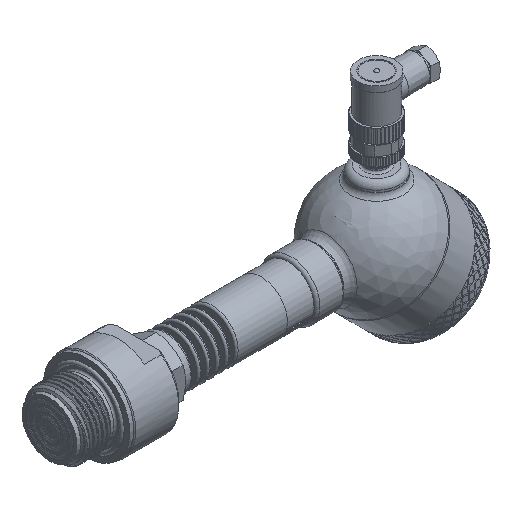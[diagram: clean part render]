
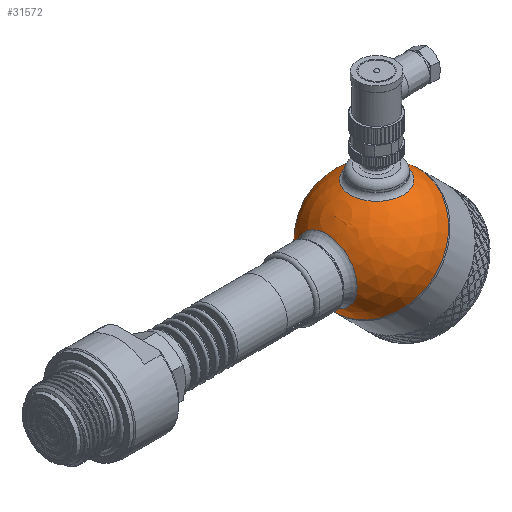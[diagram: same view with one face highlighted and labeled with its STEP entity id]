
A CAD part, isometric view. The second image highlights one B-rep face of the part: STEP entity #31572.
In plain terms, the highlighted spherical face has radius 30 mm.
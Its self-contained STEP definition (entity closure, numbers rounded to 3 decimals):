
#43=SPHERICAL_SURFACE('',#32934,30.);
#437=FACE_BOUND('',#10518,.T.);
#438=FACE_BOUND('',#10519,.T.);
#8380=FACE_OUTER_BOUND('',#10517,.T.);
#10517=EDGE_LOOP('',(#27285,#27286,#27287,#27288));
#10518=EDGE_LOOP('',(#27289));
#10519=EDGE_LOOP('',(#27290));
#11348=CIRCLE('',#32931,15.643);
#11351=CIRCLE('',#32935,30.);
#11352=CIRCLE('',#32936,30.);
#11353=CIRCLE('',#32937,30.);
#11354=CIRCLE('',#32938,13.5);
#14396=VERTEX_POINT('',#69086);
#14398=VERTEX_POINT('',#69092);
#14399=VERTEX_POINT('',#69093);
#14400=VERTEX_POINT('',#69095);
#14401=VERTEX_POINT('',#69098);
#18831=EDGE_CURVE('',#14396,#14396,#11348,.T.);
#18834=EDGE_CURVE('',#14398,#14399,#11351,.T.);
#18835=EDGE_CURVE('',#14398,#14400,#11352,.T.);
#18836=EDGE_CURVE('',#14399,#14398,#11353,.T.);
#18837=EDGE_CURVE('',#14401,#14401,#11354,.T.);
#27285=ORIENTED_EDGE('',*,*,#18834,.F.);
#27286=ORIENTED_EDGE('',*,*,#18835,.T.);
#27287=ORIENTED_EDGE('',*,*,#18835,.F.);
#27288=ORIENTED_EDGE('',*,*,#18836,.F.);
#27289=ORIENTED_EDGE('',*,*,#18831,.F.);
#27290=ORIENTED_EDGE('',*,*,#18837,.F.);
#31572=ADVANCED_FACE('',(#8380,#437,#438),#43,.T.);
#32931=AXIS2_PLACEMENT_3D('',#69087,#36339,#36340);
#32934=AXIS2_PLACEMENT_3D('',#69091,#36345,#36346);
#32935=AXIS2_PLACEMENT_3D('',#69094,#36347,#36348);
#32936=AXIS2_PLACEMENT_3D('',#69096,#36349,#36350);
#32937=AXIS2_PLACEMENT_3D('',#69097,#36351,#36352);
#32938=AXIS2_PLACEMENT_3D('',#69099,#36353,#36354);
#36339=DIRECTION('center_axis',(-0.707,0.,0.707));
#36340=DIRECTION('ref_axis',(0.707,0.,0.707));
#36345=DIRECTION('center_axis',(1.,0.,0.));
#36346=DIRECTION('ref_axis',(0.,-1.,0.));
#36347=DIRECTION('center_axis',(1.,0.,0.));
#36348=DIRECTION('ref_axis',(0.,1.,0.));
#36349=DIRECTION('center_axis',(0.,0.,1.));
#36350=DIRECTION('ref_axis',(0.,1.,0.));
#36351=DIRECTION('center_axis',(1.,0.,0.));
#36352=DIRECTION('ref_axis',(0.,1.,0.));
#36353=DIRECTION('center_axis',(-0.707,0.,-0.707));
#36354=DIRECTION('ref_axis',(-0.707,0.,0.707));
#69086=CARTESIAN_POINT('',(-29.162,0.,7.04));
#69087=CARTESIAN_POINT('Origin',(-18.101,0.,18.101));
#69091=CARTESIAN_POINT('Origin',(0.,0.,0.));
#69092=CARTESIAN_POINT('',(0.,30.,0.));
#69093=CARTESIAN_POINT('',(0.,-30.,0.));
#69094=CARTESIAN_POINT('Origin',(0.,0.,0.));
#69095=CARTESIAN_POINT('',(-30.,0.,0.));
#69096=CARTESIAN_POINT('Origin',(0.,0.,0.));
#69097=CARTESIAN_POINT('Origin',(0.,0.,0.));
#69098=CARTESIAN_POINT('',(-9.398,0.,-28.49));
#69099=CARTESIAN_POINT('Origin',(-18.944,0.,-18.944));
